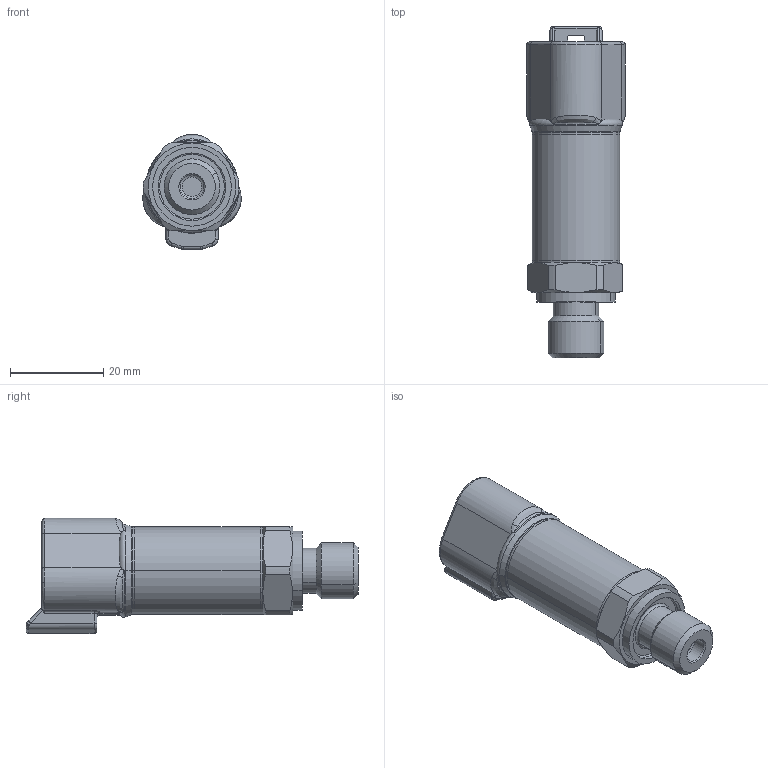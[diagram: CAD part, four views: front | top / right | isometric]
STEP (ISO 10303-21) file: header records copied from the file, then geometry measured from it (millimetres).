
FILE_DESCRIPTION (( 'STEP AP214' ), '1' );
FILE_NAME ('825X.XX.XX.49.D3.STEP', '2019-08-09T09:14:52', ( '' ), ( '' ), 'SwSTEP 2.0', 'SolidWorks 2016', '' );
FILE_SCHEMA (( 'AUTOMOTIVE_DESIGN' ));
Length unit declared in the file: millimetre
Products named in the file (4): 825X.XX.XX.49.D3; DEUTSCH_3P_D3; C21542_defeatured; C28017_49_C28017
Assembly tree (3 placements, depth 2):
  825X.XX.XX.49.D3
    C21542_defeatured
    C28017_49_C28017
    DEUTSCH_3P_D3
Bounding box: 21.15 x 71.3 x 24.71 mm (x, y, z)
Volume: 13904.3 mm3; surface area: 7438.5 mm2
Topology: 3 solids, 3 shells, 311 faces, 760 edges, 467 vertices
Faces by surface type: cylinder 87, plane 77, bspline 70, torus 45, cone 28, sphere 4
Entity records: 16481 total; most frequent: CARTESIAN_POINT 6769, ORIENTED_EDGE 1510, DIRECTION 1273, EDGE_CURVE 755, AXIS2_PLACEMENT_3D 516, VERTEX_POINT 465, EDGE_LOOP 330, FACE_OUTER_BOUND 311
